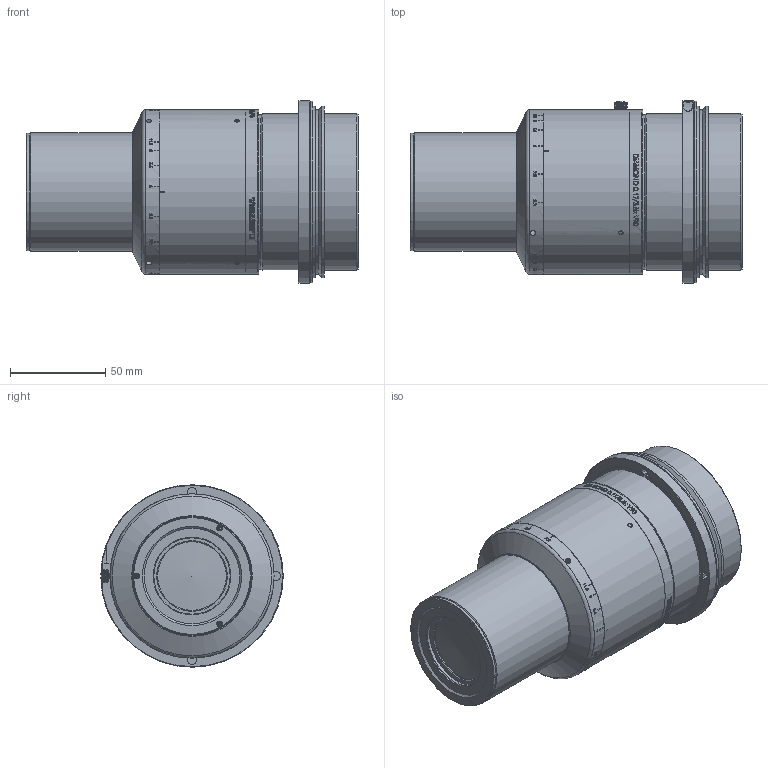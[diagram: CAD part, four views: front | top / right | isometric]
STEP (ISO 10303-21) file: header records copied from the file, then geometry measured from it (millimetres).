
FILE_DESCRIPTION(/* description */ (''),/* implementation_level */ '2;1');
FILE_NAME(/* name */ '1076963_00156155_003.stp',/* time_stamp */ '2022-08-31T16:54:25+02:00',/* author */ (''),/* organization */ (''),/* preprocessor_version */ 'ST-DEVELOPER v16',/* originating_system */ 'SIEMENS PLM Software NX 10.0',/* authorisation */ '');
FILE_SCHEMA (('AP203_CONFIGURATION_CONTROLLED_3D_DESIGN_OF_MECHANICAL_PARTS_AND_ASSEMBLIES_MIM_LF { 1 0 10303 403 2 1 2}'));
Length unit declared in the file: millimetre
Products named in the file (1): Guge82A8B922gwtg
Bounding box: 174 x 95.59 x 95.6 mm (x, y, z)
Volume: 751013.4 mm3; surface area: 84588 mm2
Topology: 2 solids, 8 shells, 548 faces, 1824 edges, 1491 vertices
Faces by surface type: cylinder 266, plane 231, cone 42, torus 6, sphere 3
Full cylindrical faces by diameter (mm): 1.7 x3, 1.9 x3, 2 x1, 2.135 x1, 2.2 x3, 2.5 x4, 2.8 x1, 3 x6, 4.5 x1, 36 x1, 36.26 x1, 40 x1, 40.7 x1, 50 x1, 52 x1, 61.2 x1, 61.8 x1, 62 x1, 62.2 x2, 66 x1, 71.5 x1, 72.4 x1, 72.9 x1, 73.513 x1, 74.2 x1, 80.774 x1, 82 x2, 85 x1, 86 x3, 86.01 x1
Entity records: 23130 total; most frequent: CARTESIAN_POINT 8768, ORIENTED_EDGE 3317, DIRECTION 2084, EDGE_CURVE 1682, VERTEX_POINT 1447, B_SPLINE_CURVE_WITH_KNOTS 954, EDGE_LOOP 872, AXIS2_PLACEMENT_3D 846
